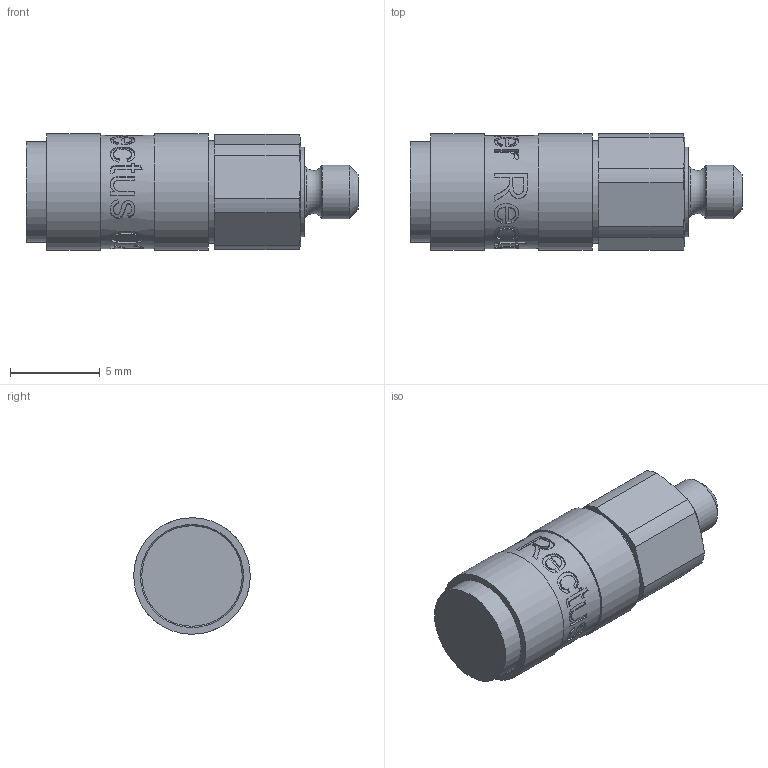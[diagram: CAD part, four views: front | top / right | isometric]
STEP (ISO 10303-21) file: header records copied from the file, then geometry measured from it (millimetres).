
FILE_DESCRIPTION((''),'2;1');
FILE_NAME('02kaam03mpx.stp','2014-03-20T09:23:44',('IA176480'),(''),'Autodesk Inventor 2013','Autodesk Inventor 2013','');
FILE_SCHEMA(('AUTOMOTIVE_DESIGN { 1 0 10303 214 1 1 1 1 }'));
Length unit declared in the file: millimetre
Products named in the file (1): D109641
Bounding box: 18.5 x 6.5 x 6.5 mm (x, y, z)
Volume: 443.4 mm3; surface area: 803.7 mm2
Topology: 2 solids, 3 shells, 261 faces, 678 edges, 448 vertices
Faces by surface type: bspline 110, plane 87, cylinder 44, cone 19, torus 1
Full cylindrical faces by diameter (mm): 3 x1, 4.25 x1, 4.4 x1, 4.5 x1, 5 x2, 5.15 x2, 5.6 x1, 5.7 x1, 5.75 x1, 5.8 x1, 6.3 x1, 6.5 x2
Entity records: 35890 total; most frequent: CARTESIAN_POINT 30225, ORIENTED_EDGE 1276, DIRECTION 733, EDGE_CURVE 638, VERTEX_POINT 438, EDGE_LOOP 320, B_SPLINE_CURVE_WITH_KNOTS 292, FACE_OUTER_BOUND 261
